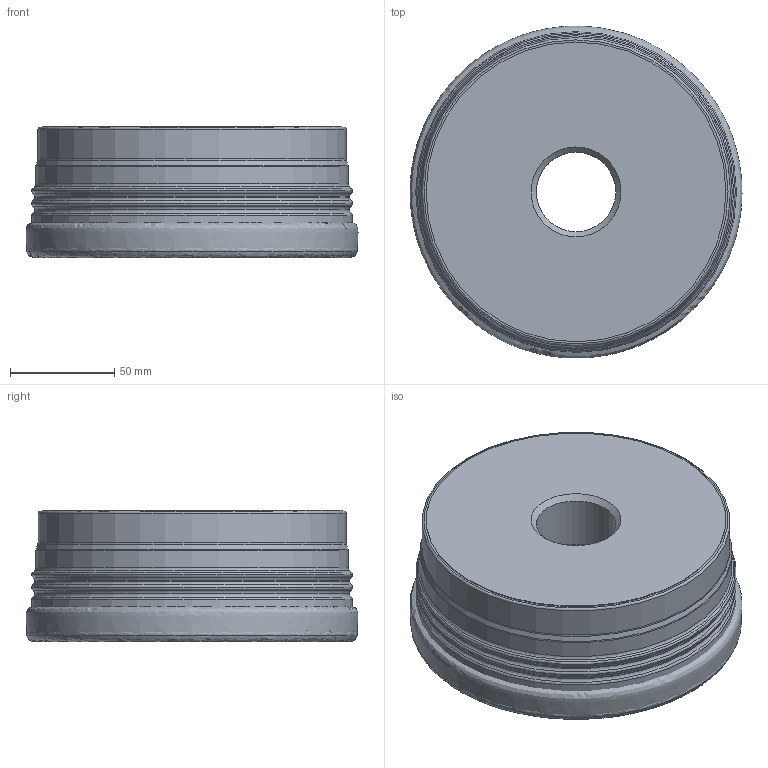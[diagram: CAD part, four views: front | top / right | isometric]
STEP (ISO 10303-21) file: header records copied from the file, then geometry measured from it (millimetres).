
FILE_DESCRIPTION(/* description */ (''),/* implementation_level */ '2;1');
FILE_NAME(/* name */ 'toolassembly_1.stp',/* time_stamp */ '2019-12-20T10:02:15+01:00',/* author */ (''),/* organization */ ('SMS'),/* preprocessor_version */ 'ST-DEVELOPER v16.7',/* originating_system */ 'SIEMENS PLM Software NX 12.0',/* authorisation */ '');
FILE_SCHEMA (('AUTOMOTIVE_DESIGN { 1 0 10303 214 3 1 1 1 }'));
Length unit declared in the file: millimetre
Products named in the file (4): ASSEMBLY_CONSTRUCTION; CUT_20191220100124; NOCUT_20191220100124; TOOLASSEMBLY_1
Assembly tree (19 placements, depth 2):
  TOOLASSEMBLY_1
    NOCUT_20191220100124
    CUT_20191220100124  x17
    ASSEMBLY_CONSTRUCTION
Bounding box: 159.26 x 159.18 x 63.03 mm (x, y, z)
Volume: 1065654.7 mm3; surface area: 110475.1 mm2
Topology: 3 solids, 3 shells, 45 faces, 108 edges, 122 vertices
Faces by surface type: torus 19, cylinder 10, cone 7, plane 5, bspline 4
Full cylindrical faces by diameter (mm): 38.112 x1, 56 x1, 143.83 x1, 147.83 x1, 149.83 x1, 150.953 x2, 153.83 x3
Entity records: 27093 total; most frequent: CARTESIAN_POINT 25868, DIRECTION 248, AXIS2_PLACEMENT_3D 124, FACE_BOUND 90, EDGE_LOOP 90, ORIENTED_EDGE 90, STYLED_ITEM 48, PRESENTATION_STYLE_ASSIGNMENT 48
